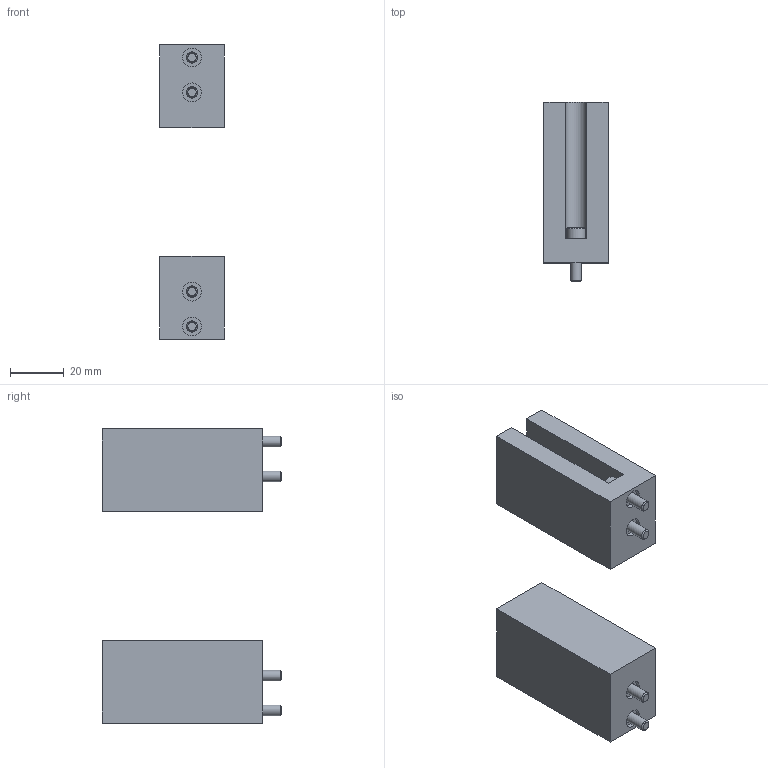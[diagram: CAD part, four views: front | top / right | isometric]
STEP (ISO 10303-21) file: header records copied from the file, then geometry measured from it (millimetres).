
FILE_DESCRIPTION(/* description */ ('STEP AP214'),/* implementation_level */ '2;1');
FILE_NAME(/* name */ '560246_BUB-HGPT-25-B',/* time_stamp */ '2024-08-05T15:31:20+02:00',/* author */ ('License CC BY-ND 4.0'),/* organization */ ('CADENAS'),/* preprocessor_version */ 'ST-DEVELOPER v19.3',/* originating_system */ 'PARTsolutions',/* authorisation */ ' ');
FILE_SCHEMA (('AUTOMOTIVE_DESIGN {1 0 10303 214 3 1 1}'));
Length unit declared in the file: millimetre
Products named in the file (3): 560246 BUB-HGPT-25-B; 560246 BUB-HGPT-25-B_G; DIN-912 - M4x16(F)
Assembly tree (6 placements, depth 2):
  560246 BUB-HGPT-25-B
    560246 BUB-HGPT-25-B_G  x2
    DIN-912 - M4x16(F)  x4
Bounding box: 24 x 67 x 110 mm (x, y, z)
Volume: 72894.4 mm3; surface area: 22192.7 mm2
Topology: 6 solids, 6 shells, 144 faces, 280 edges, 156 vertices
Faces by surface type: plane 82, cone 44, cylinder 18
Full cylindrical faces by diameter (mm): 4 x4, 4.3 x4, 7 x8
Entity records: 1185 total; most frequent: DIRECTION 202, CARTESIAN_POINT 202, ORIENTED_EDGE 152, AXIS2_PLACEMENT_3D 81, EDGE_CURVE 76, FACE_BOUND 63, EDGE_LOOP 62, VERTEX_POINT 51
